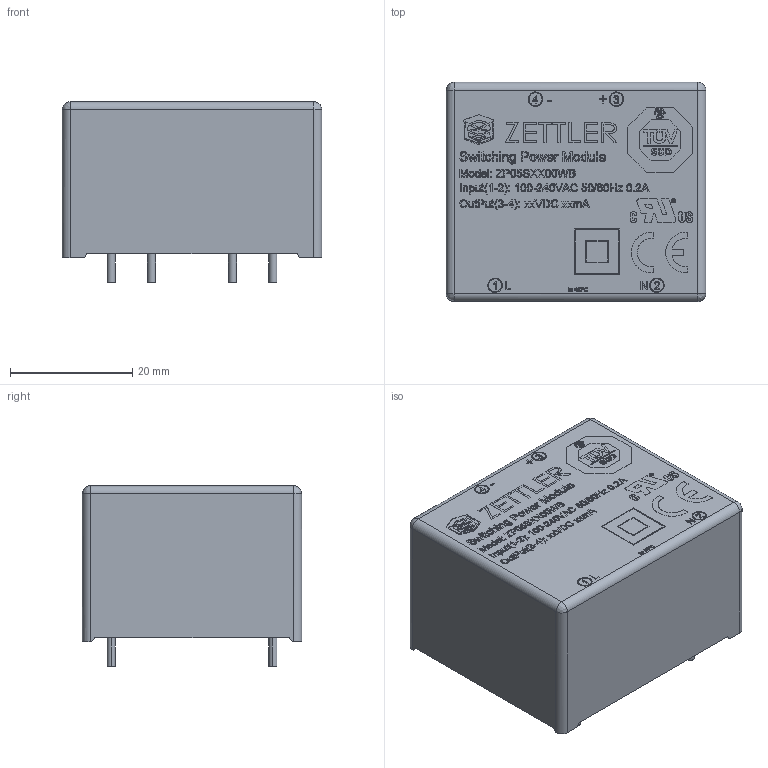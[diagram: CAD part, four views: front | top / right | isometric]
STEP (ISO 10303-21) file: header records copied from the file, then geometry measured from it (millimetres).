
FILE_DESCRIPTION(('FreeCAD Model'),'2;1');
FILE_NAME('Open CASCADE Shape Model','2025-04-30T03:41:44',('FreeCAD'),( 'FreeCAD'),'Open CASCADE STEP processor 7.6','FreeCAD','Unknown');
FILE_SCHEMA(('AUTOMOTIVE_DESIGN { 1 0 10303 214 1 1 1 1 }'));
Products named in the file (1): Open CASCADE STEP translator 7.6 1
Bounding box: 42.49 x 35.87 x 29.52 mm (x, y, z)
Volume: 37877.7 mm3; surface area: 17010.4 mm2
Topology: 6 solids, 6 shells, 3497 faces, 9851 edges, 6558 vertices
Faces by surface type: bspline 3497
Entity records: 112534 total; most frequent: CARTESIAN_POINT 56361, ORIENTED_EDGE 19686, EDGE_CURVE 9843, B_SPLINE_CURVE_WITH_KNOTS 7067, VERTEX_POINT 6558, FACE_BOUND 3697, EDGE_LOOP 3697, ADVANCED_FACE 3497
